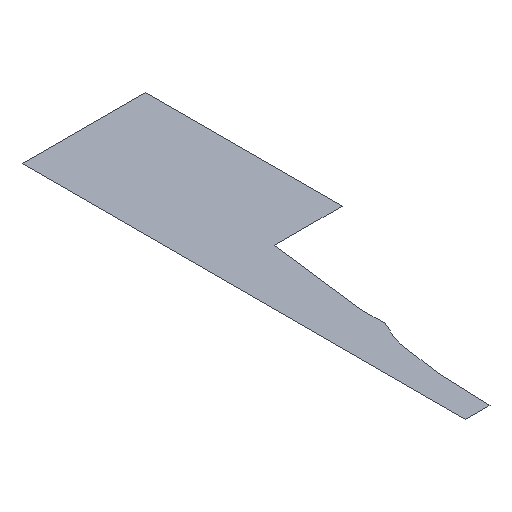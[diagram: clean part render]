
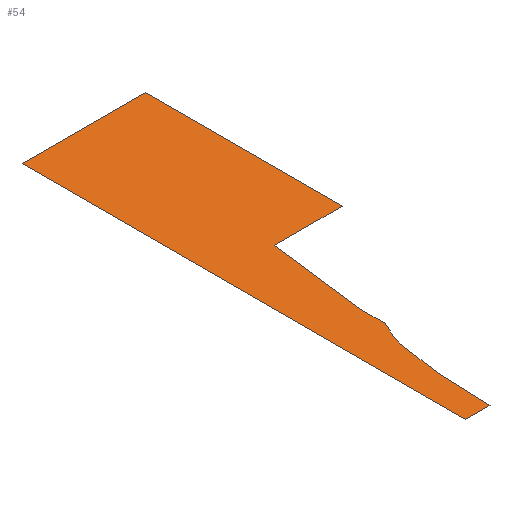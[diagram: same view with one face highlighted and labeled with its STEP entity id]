
A CAD part, isometric view. The second image highlights one B-rep face of the part: STEP entity #54.
In plain terms, the highlighted planar face has unit normal (0, 0, 1).
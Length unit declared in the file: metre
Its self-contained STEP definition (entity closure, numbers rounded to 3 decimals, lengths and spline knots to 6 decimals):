
#12=B_SPLINE_CURVE_WITH_KNOTS('',3,(#87,#88,#89,#90,#91),.UNSPECIFIED.,
 .F.,.F.,(4,1,4),(0.,0.353292,1.),.UNSPECIFIED.);
#13=ORIENTED_EDGE('',*,*,#21,.T.);
#14=ORIENTED_EDGE('',*,*,#22,.T.);
#15=ORIENTED_EDGE('',*,*,#23,.T.);
#16=ORIENTED_EDGE('',*,*,#24,.T.);
#17=ORIENTED_EDGE('',*,*,#25,.T.);
#18=ORIENTED_EDGE('',*,*,#26,.T.);
#19=ORIENTED_EDGE('',*,*,#27,.T.);
#20=ORIENTED_EDGE('',*,*,#28,.T.);
#21=EDGE_CURVE('',#29,#30,#37,.F.);
#22=EDGE_CURVE('',#30,#31,#38,.F.);
#23=EDGE_CURVE('',#31,#32,#12,.F.);
#24=EDGE_CURVE('',#32,#33,#39,.F.);
#25=EDGE_CURVE('',#33,#34,#40,.F.);
#26=EDGE_CURVE('',#34,#35,#41,.F.);
#27=EDGE_CURVE('',#35,#36,#42,.F.);
#28=EDGE_CURVE('',#36,#29,#43,.F.);
#29=VERTEX_POINT('',#83);
#30=VERTEX_POINT('',#84);
#31=VERTEX_POINT('',#86);
#32=VERTEX_POINT('',#92);
#33=VERTEX_POINT('',#94);
#34=VERTEX_POINT('',#96);
#35=VERTEX_POINT('',#98);
#36=VERTEX_POINT('',#100);
#37=LINE('',#82,#44);
#38=LINE('',#85,#45);
#39=LINE('',#93,#46);
#40=LINE('',#95,#47);
#41=LINE('',#97,#48);
#42=LINE('',#99,#49);
#43=LINE('',#101,#50);
#44=VECTOR('',#73,1.);
#45=VECTOR('',#74,1.);
#46=VECTOR('',#75,1.);
#47=VECTOR('',#76,1.);
#48=VECTOR('',#77,1.);
#49=VECTOR('',#78,1.);
#50=VECTOR('',#79,1.);
#51=EDGE_LOOP('',(#13,#14,#15,#16,#17,#18,#19,#20));
#52=FACE_BOUND('',#51,.T.);
#53=PLANE('',#68);
#54=ADVANCED_FACE('',(#52),#53,.F.);
#68=AXIS2_PLACEMENT_3D('',#81,#71,#72);
#71=DIRECTION('',(0.,0.,-1.));
#72=DIRECTION('',(-1.,0.,0.));
#73=DIRECTION('',(0.,1.,0.));
#74=DIRECTION('',(-1.,0.,0.));
#75=DIRECTION('',(0.,-1.,0.));
#76=DIRECTION('',(-0.124,-0.992,0.));
#77=DIRECTION('',(-1.,0.,0.));
#78=DIRECTION('',(0.,-1.,0.));
#79=DIRECTION('',(1.,0.,0.));
#81=CARTESIAN_POINT('',(0.025,-0.09,0.));
#82=CARTESIAN_POINT('',(0.,-0.179137,0.));
#83=CARTESIAN_POINT('',(0.,0.,0.));
#84=CARTESIAN_POINT('',(0.,-0.36,0.));
#85=CARTESIAN_POINT('',(0.012337,-0.36,0.));
#86=CARTESIAN_POINT('',(0.02,-0.36,0.));
#87=CARTESIAN_POINT('',(0.035,-0.26,0.));
#88=CARTESIAN_POINT('',(0.030585,-0.268802,0.));
#89=CARTESIAN_POINT('',(0.024984,-0.279658,0.));
#90=CARTESIAN_POINT('',(0.018793,-0.333457,0.));
#91=CARTESIAN_POINT('',(0.02,-0.36,0.));
#92=CARTESIAN_POINT('',(0.035,-0.26,0.));
#93=CARTESIAN_POINT('',(0.035,-0.270507,0.));
#94=CARTESIAN_POINT('',(0.035,-0.24,0.));
#95=CARTESIAN_POINT('',(0.036415,-0.228679,0.));
#96=CARTESIAN_POINT('',(0.045,-0.16,0.));
#97=CARTESIAN_POINT('',(0.079205,-0.16,0.));
#98=CARTESIAN_POINT('',(0.1,-0.16,0.));
#99=CARTESIAN_POINT('',(0.1,-0.087581,0.));
#100=CARTESIAN_POINT('',(0.1,0.,0.));
#101=CARTESIAN_POINT('',(0.050451,0.,0.));
